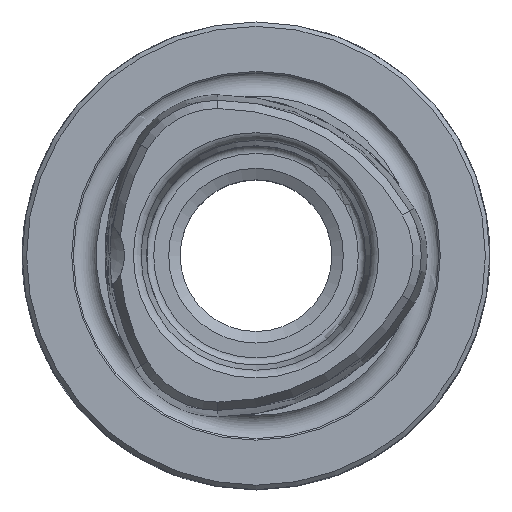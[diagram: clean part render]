
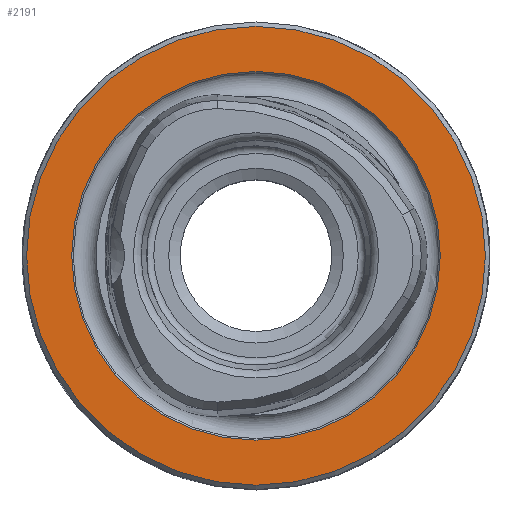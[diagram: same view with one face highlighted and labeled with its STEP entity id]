
A CAD part, top view. The second image highlights one B-rep face of the part: STEP entity #2191.
In plain terms, the highlighted planar face has unit normal (0, 0, 1).
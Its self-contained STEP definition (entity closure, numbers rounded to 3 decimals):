
#224=PLANE('',#2378);
#519=ORIENTED_EDGE('',*,*,#816,.T.);
#520=ORIENTED_EDGE('',*,*,#815,.F.);
#815=EDGE_CURVE('',#978,#978,#1062,.T.);
#816=EDGE_CURVE('',#979,#979,#1063,.T.);
#978=VERTEX_POINT('',#3503);
#979=VERTEX_POINT('',#3506);
#1062=CIRCLE('',#2377,12.614);
#1063=CIRCLE('',#2379,15.7);
#1156=EDGE_LOOP('',(#519));
#1157=EDGE_LOOP('',(#520));
#1300=FACE_BOUND('',#1156,.T.);
#1301=FACE_BOUND('',#1157,.T.);
#2191=ADVANCED_FACE('',(#1300,#1301),#224,.T.);
#2377=AXIS2_PLACEMENT_3D('',#3502,#2733,#2734);
#2378=AXIS2_PLACEMENT_3D('',#3504,#2735,#2736);
#2379=AXIS2_PLACEMENT_3D('',#3505,#2737,#2738);
#2733=DIRECTION('',(0.,0.,1.));
#2734=DIRECTION('',(1.,0.,0.));
#2735=DIRECTION('',(0.,0.,1.));
#2736=DIRECTION('',(1.,0.,0.));
#2737=DIRECTION('',(0.,0.,1.));
#2738=DIRECTION('',(1.,0.,0.));
#3502=CARTESIAN_POINT('',(0.,0.,0.));
#3503=CARTESIAN_POINT('',(12.614,0.,0.));
#3504=CARTESIAN_POINT('',(12.25,0.,0.));
#3505=CARTESIAN_POINT('',(0.,0.,0.));
#3506=CARTESIAN_POINT('',(15.7,0.,0.));
